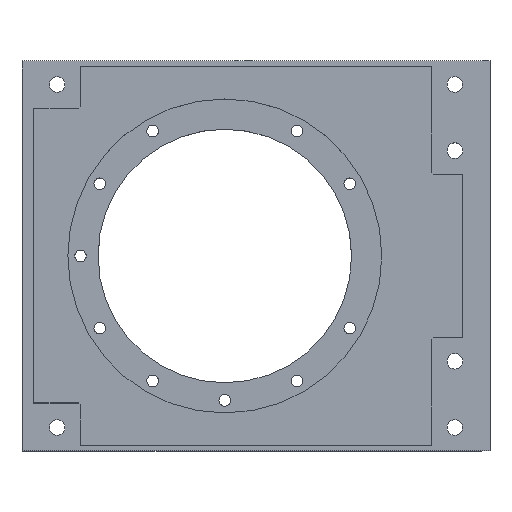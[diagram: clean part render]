
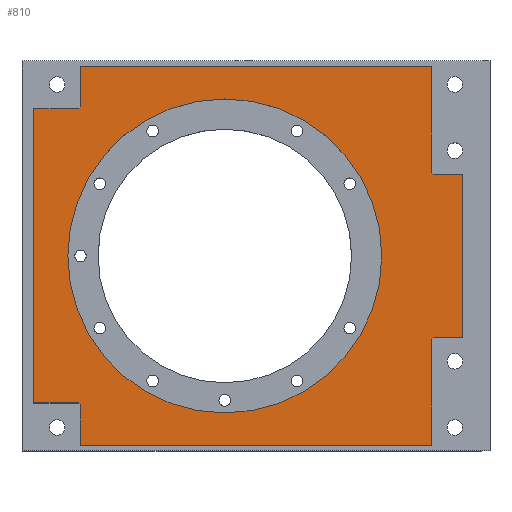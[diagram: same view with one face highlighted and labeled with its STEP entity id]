
A CAD part, top view. The second image highlights one B-rep face of the part: STEP entity #810.
In plain terms, the highlighted planar face has unit normal (0, 0, 1).
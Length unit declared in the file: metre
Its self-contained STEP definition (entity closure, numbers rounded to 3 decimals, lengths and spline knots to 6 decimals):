
#30=CIRCLE('',#868,0.04025);
#86=ORIENTED_EDGE('',*,*,#286,.F.);
#87=ORIENTED_EDGE('',*,*,#287,.T.);
#88=ORIENTED_EDGE('',*,*,#288,.T.);
#89=ORIENTED_EDGE('',*,*,#289,.T.);
#90=ORIENTED_EDGE('',*,*,#290,.T.);
#91=ORIENTED_EDGE('',*,*,#291,.F.);
#92=ORIENTED_EDGE('',*,*,#292,.T.);
#93=ORIENTED_EDGE('',*,*,#293,.T.);
#94=ORIENTED_EDGE('',*,*,#294,.F.);
#95=ORIENTED_EDGE('',*,*,#295,.F.);
#96=ORIENTED_EDGE('',*,*,#296,.T.);
#97=ORIENTED_EDGE('',*,*,#297,.T.);
#98=ORIENTED_EDGE('',*,*,#298,.T.);
#99=ORIENTED_EDGE('',*,*,#299,.F.);
#100=ORIENTED_EDGE('',*,*,#300,.T.);
#101=ORIENTED_EDGE('',*,*,#301,.F.);
#102=ORIENTED_EDGE('',*,*,#302,.F.);
#286=EDGE_CURVE('',#384,#384,#30,.T.);
#287=EDGE_CURVE('',#385,#386,#468,.T.);
#288=EDGE_CURVE('',#386,#387,#469,.F.);
#289=EDGE_CURVE('',#387,#388,#470,.T.);
#290=EDGE_CURVE('',#388,#389,#471,.T.);
#291=EDGE_CURVE('',#390,#389,#472,.T.);
#292=EDGE_CURVE('',#390,#391,#473,.T.);
#293=EDGE_CURVE('',#391,#392,#474,.T.);
#294=EDGE_CURVE('',#393,#392,#475,.T.);
#295=EDGE_CURVE('',#394,#393,#476,.T.);
#296=EDGE_CURVE('',#394,#395,#477,.T.);
#297=EDGE_CURVE('',#395,#396,#478,.T.);
#298=EDGE_CURVE('',#396,#397,#479,.T.);
#299=EDGE_CURVE('',#398,#397,#480,.T.);
#300=EDGE_CURVE('',#398,#399,#481,.F.);
#301=EDGE_CURVE('',#400,#399,#482,.T.);
#302=EDGE_CURVE('',#385,#400,#483,.T.);
#384=VERTEX_POINT('',#1206);
#385=VERTEX_POINT('',#1208);
#386=VERTEX_POINT('',#1209);
#387=VERTEX_POINT('',#1211);
#388=VERTEX_POINT('',#1213);
#389=VERTEX_POINT('',#1215);
#390=VERTEX_POINT('',#1217);
#391=VERTEX_POINT('',#1219);
#392=VERTEX_POINT('',#1221);
#393=VERTEX_POINT('',#1223);
#394=VERTEX_POINT('',#1225);
#395=VERTEX_POINT('',#1227);
#396=VERTEX_POINT('',#1229);
#397=VERTEX_POINT('',#1231);
#398=VERTEX_POINT('',#1233);
#399=VERTEX_POINT('',#1235);
#400=VERTEX_POINT('',#1237);
#468=LINE('',#1207,#534);
#469=LINE('',#1210,#535);
#470=LINE('',#1212,#536);
#471=LINE('',#1214,#537);
#472=LINE('',#1216,#538);
#473=LINE('',#1218,#539);
#474=LINE('',#1220,#540);
#475=LINE('',#1222,#541);
#476=LINE('',#1224,#542);
#477=LINE('',#1226,#543);
#478=LINE('',#1228,#544);
#479=LINE('',#1230,#545);
#480=LINE('',#1232,#546);
#481=LINE('',#1234,#547);
#482=LINE('',#1236,#548);
#483=LINE('',#1238,#549);
#534=VECTOR('',#973,1.);
#535=VECTOR('',#974,1.);
#536=VECTOR('',#975,1.);
#537=VECTOR('',#976,1.);
#538=VECTOR('',#977,1.);
#539=VECTOR('',#978,1.);
#540=VECTOR('',#979,1.);
#541=VECTOR('',#980,1.);
#542=VECTOR('',#981,1.);
#543=VECTOR('',#982,1.);
#544=VECTOR('',#983,1.);
#545=VECTOR('',#984,1.);
#546=VECTOR('',#985,1.);
#547=VECTOR('',#986,1.);
#548=VECTOR('',#987,1.);
#549=VECTOR('',#988,1.);
#588=EDGE_LOOP('',(#86));
#589=EDGE_LOOP('',(#87,#88,#89,#90,#91,#92,#93,#94,#95,#96,#97,#98,#99,
#100,#101,#102));
#686=FACE_BOUND('',#588,.T.);
#687=FACE_BOUND('',#589,.T.);
#784=PLANE('',#867);
#810=ADVANCED_FACE('',(#686,#687),#784,.T.);
#867=AXIS2_PLACEMENT_3D('',#1204,#969,#970);
#868=AXIS2_PLACEMENT_3D('',#1205,#971,#972);
#969=DIRECTION('',(0.,0.,1.));
#970=DIRECTION('',(1.,0.,0.));
#971=DIRECTION('',(0.,0.,1.));
#972=DIRECTION('',(1.,0.,0.));
#973=DIRECTION('',(0.,-1.,0.));
#974=DIRECTION('',(0.707,0.707,0.));
#975=DIRECTION('',(-1.,0.,0.));
#976=DIRECTION('',(0.,-1.,0.));
#977=DIRECTION('',(-1.,0.,0.));
#978=DIRECTION('',(0.707,-0.707,0.));
#979=DIRECTION('',(0.,-1.,0.));
#980=DIRECTION('',(-1.,0.,0.));
#981=DIRECTION('',(0.,-1.,0.));
#982=DIRECTION('',(0.707,0.707,0.));
#983=DIRECTION('',(1.,0.,0.));
#984=DIRECTION('',(0.,1.,0.));
#985=DIRECTION('',(1.,0.,0.));
#986=DIRECTION('',(0.707,-0.707,0.));
#987=DIRECTION('',(0.,-1.,0.));
#988=DIRECTION('',(1.,0.,0.));
#1204=CARTESIAN_POINT('',(0.008,0.,0.009));
#1205=CARTESIAN_POINT('',(0.,0.,0.009));
#1206=CARTESIAN_POINT('',(0.04025,0.,0.009));
#1207=CARTESIAN_POINT('',(-0.037,0.0431,0.009));
#1208=CARTESIAN_POINT('',(-0.037,0.0485,0.009));
#1209=CARTESIAN_POINT('',(-0.037,0.0382,0.009));
#1210=CARTESIAN_POINT('',(-0.037,0.0382,0.009));
#1211=CARTESIAN_POINT('',(-0.0375,0.0377,0.009));
#1212=CARTESIAN_POINT('',(-0.043,0.0377,0.009));
#1213=CARTESIAN_POINT('',(-0.049,0.0377,0.009));
#1214=CARTESIAN_POINT('',(-0.049,0.,0.009));
#1215=CARTESIAN_POINT('',(-0.049,-0.0377,0.009));
#1216=CARTESIAN_POINT('',(-0.043,-0.0377,0.009));
#1217=CARTESIAN_POINT('',(-0.0375,-0.0377,0.009));
#1218=CARTESIAN_POINT('',(-0.0375,-0.0377,0.009));
#1219=CARTESIAN_POINT('',(-0.037,-0.0382,0.009));
#1220=CARTESIAN_POINT('',(-0.037,-0.0431,0.009));
#1221=CARTESIAN_POINT('',(-0.037,-0.0485,0.009));
#1222=CARTESIAN_POINT('',(0.008,-0.0485,0.009));
#1223=CARTESIAN_POINT('',(0.053,-0.0485,0.009));
#1224=CARTESIAN_POINT('',(0.053,-0.03475,0.009));
#1225=CARTESIAN_POINT('',(0.053,-0.0215,0.009));
#1226=CARTESIAN_POINT('',(0.053,-0.0215,0.009));
#1227=CARTESIAN_POINT('',(0.0535,-0.021,0.009));
#1228=CARTESIAN_POINT('',(0.057,-0.021,0.009));
#1229=CARTESIAN_POINT('',(0.061,-0.021,0.009));
#1230=CARTESIAN_POINT('',(0.061,0.,0.009));
#1231=CARTESIAN_POINT('',(0.061,0.021,0.009));
#1232=CARTESIAN_POINT('',(0.057,0.021,0.009));
#1233=CARTESIAN_POINT('',(0.0535,0.021,0.009));
#1234=CARTESIAN_POINT('',(0.0535,0.021,0.009));
#1235=CARTESIAN_POINT('',(0.053,0.0215,0.009));
#1236=CARTESIAN_POINT('',(0.053,0.03475,0.009));
#1237=CARTESIAN_POINT('',(0.053,0.0485,0.009));
#1238=CARTESIAN_POINT('',(0.008,0.0485,0.009));
